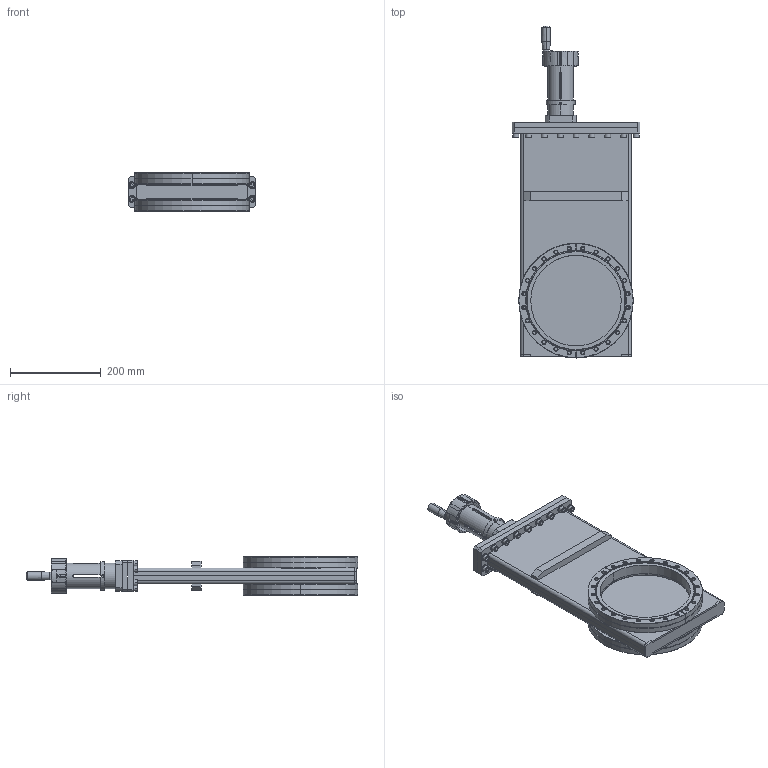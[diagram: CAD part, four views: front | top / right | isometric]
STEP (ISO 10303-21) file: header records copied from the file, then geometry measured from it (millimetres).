
FILE_DESCRIPTION (( 'STEP AP214' ), '1' );
FILE_NAME ('Hositrad_HOGVB-CF200-M.STEP', '2025-02-25T13:12:55', ( '' ), ( '' ), 'SwSTEP 2.0', 'SolidWorks 2022', '' );
FILE_SCHEMA (( 'AUTOMOTIVE_DESIGN' ));
Length unit declared in the file: millimetre
Products named in the file (1): Hositrad_HOGVB-CF200-M
Bounding box: 282 x 732.95 x 84.4 mm (x, y, z)
Surface area: 634408.4 mm2 (no closed solid volume)
Topology: 0 solids, 84 shells, 895 faces, 2749 edges, 1832 vertices
Faces by surface type: cylinder 328, plane 308, cone 179, bspline 80
Entity records: 51917 total; most frequent: CARTESIAN_POINT 28213, DIRECTION 4880, ORIENTED_EDGE 4426, EDGE_CURVE 2682, AXIS2_PLACEMENT_3D 1839, VERTEX_POINT 1832, LINE 1202, VECTOR 1202
